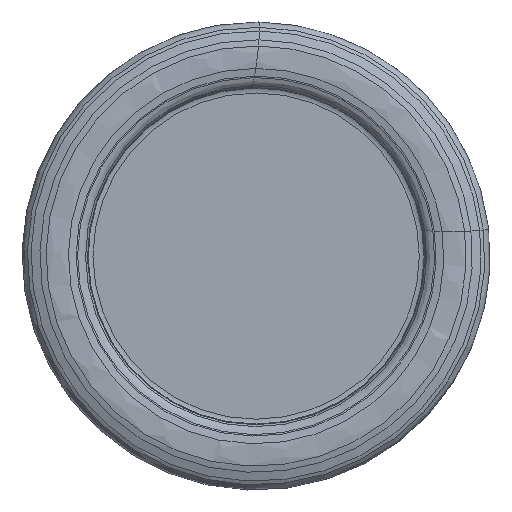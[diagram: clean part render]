
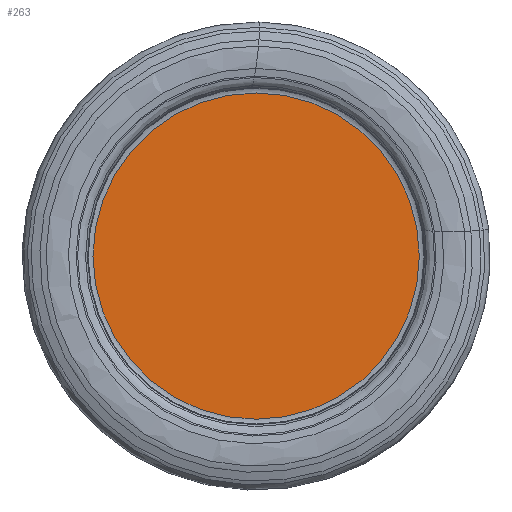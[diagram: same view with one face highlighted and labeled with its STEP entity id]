
A CAD part, left-side view. The second image highlights one B-rep face of the part: STEP entity #263.
In plain terms, the highlighted planar face has unit normal (-1, 0, 0).
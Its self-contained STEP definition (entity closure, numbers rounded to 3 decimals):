
#263=ADVANCED_FACE('',(#325),#323,.F.);
#323=PLANE('',#1138);
#325=FACE_OUTER_BOUND('',#431,.T.);
#431=EDGE_LOOP('',(#537));
#537=ORIENTED_EDGE('',*,*,#867,.T.);
#786=VERTEX_POINT('',#1593);
#867=EDGE_CURVE('',#786,#786,#1004,.T.);
#1004=CIRCLE('',#1136,14.635);
#1136=AXIS2_PLACEMENT_3D('',#1592,#1319,#1320);
#1138=AXIS2_PLACEMENT_3D('',#1595,#1323,#1324);
#1319=DIRECTION('',(-1.,0.,0.));
#1320=DIRECTION('',(0.,0.,1.));
#1323=DIRECTION('',(1.,0.,0.));
#1324=DIRECTION('',(0.,0.,-1.));
#1592=CARTESIAN_POINT('',(1.9,0.,0.));
#1593=CARTESIAN_POINT('',(1.9,0.,14.635));
#1595=CARTESIAN_POINT('',(1.9,14.635,0.));
